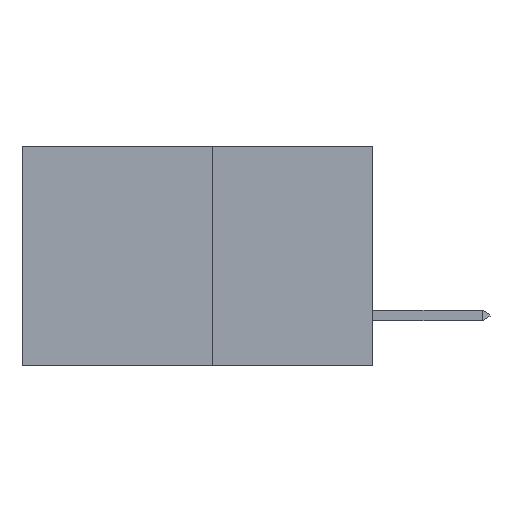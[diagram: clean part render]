
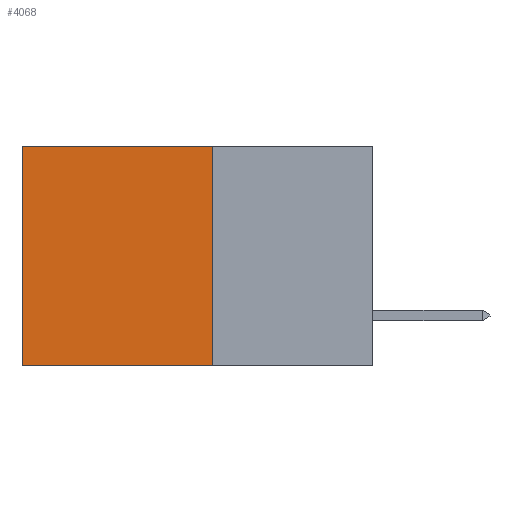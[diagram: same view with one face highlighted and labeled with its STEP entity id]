
A CAD part, left-side view. The second image highlights one B-rep face of the part: STEP entity #4068.
In plain terms, the highlighted planar face has unit normal (-1, 0, 0).
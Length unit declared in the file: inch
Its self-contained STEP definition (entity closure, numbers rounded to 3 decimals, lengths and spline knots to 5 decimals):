
#115 = VERTEX_POINT ( 'NONE', #9686 ) ;
#505 = VERTEX_POINT ( 'NONE', #5978 ) ;
#544 = EDGE_LOOP ( 'NONE', ( #8200, #6114, #5386, #1061 ) ) ;
#643 = CARTESIAN_POINT ( 'NONE',  ( 0.277, 0.27, -0.37 ) ) ;
#656 = LINE ( 'NONE', #7024, #5049 ) ;
#804 = CARTESIAN_POINT ( 'NONE',  ( 0.277, 0.27, 0. ) ) ;
#1061 = ORIENTED_EDGE ( 'NONE', *, *, #6929, .T. ) ;
#1278 = DIRECTION ( 'NONE',  ( 0., 0., -1. ) ) ;
#1534 = DIRECTION ( 'NONE',  ( 1., 0., 0. ) ) ;
#1540 = DIRECTION ( 'NONE',  ( 0., 1., 0. ) ) ;
#3285 = VERTEX_POINT ( 'NONE', #9818 ) ;
#3316 = CARTESIAN_POINT ( 'NONE',  ( 0.277, 0.59, -0.37 ) ) ;
#4068 = ADVANCED_FACE ( 'NONE', ( #6290 ), #7907, .F. ) ;
#5049 = VECTOR ( 'NONE', #5435, 39.37008 ) ;
#5176 = DIRECTION ( 'NONE',  ( 0., 1., 0. ) ) ;
#5234 = VECTOR ( 'NONE', #9839, 39.37008 ) ;
#5356 = LINE ( 'NONE', #643, #5872 ) ;
#5386 = ORIENTED_EDGE ( 'NONE', *, *, #7852, .F. ) ;
#5435 = DIRECTION ( 'NONE',  ( 0., 0., -1. ) ) ;
#5756 = LINE ( 'NONE', #3316, #5234 ) ;
#5872 = VECTOR ( 'NONE', #1540, 39.37008 ) ;
#5978 = CARTESIAN_POINT ( 'NONE',  ( 0.277, 0.27, -0.37 ) ) ;
#6114 = ORIENTED_EDGE ( 'NONE', *, *, #6802, .F. ) ;
#6131 = EDGE_CURVE ( 'NONE', #7522, #115, #5756, .T. ) ;
#6243 = LINE ( 'NONE', #804, #10255 ) ;
#6290 = FACE_OUTER_BOUND ( 'NONE', #544, .T. ) ;
#6802 = EDGE_CURVE ( 'NONE', #505, #115, #5356, .T. ) ;
#6929 = EDGE_CURVE ( 'NONE', #3285, #7522, #6243, .T. ) ;
#7024 = CARTESIAN_POINT ( 'NONE',  ( 0.277, 0.27, -0.37 ) ) ;
#7522 = VERTEX_POINT ( 'NONE', #8253 ) ;
#7740 = CARTESIAN_POINT ( 'NONE',  ( 0.277, 0.27, -0.37 ) ) ;
#7852 = EDGE_CURVE ( 'NONE', #3285, #505, #656, .T. ) ;
#7907 = PLANE ( 'NONE',  #10474 ) ;
#8200 = ORIENTED_EDGE ( 'NONE', *, *, #6131, .T. ) ;
#8253 = CARTESIAN_POINT ( 'NONE',  ( 0.277, 0.59, 0. ) ) ;
#9686 = CARTESIAN_POINT ( 'NONE',  ( 0.277, 0.59, -0.37 ) ) ;
#9818 = CARTESIAN_POINT ( 'NONE',  ( 0.277, 0.27, 0. ) ) ;
#9839 = DIRECTION ( 'NONE',  ( 0., 0., -1. ) ) ;
#10255 = VECTOR ( 'NONE', #5176, 39.37008 ) ;
#10474 = AXIS2_PLACEMENT_3D ( 'NONE', #7740, #1534, #1278 ) ;
